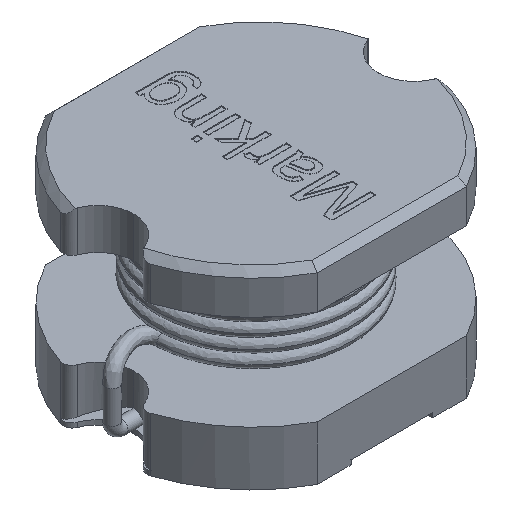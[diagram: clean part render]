
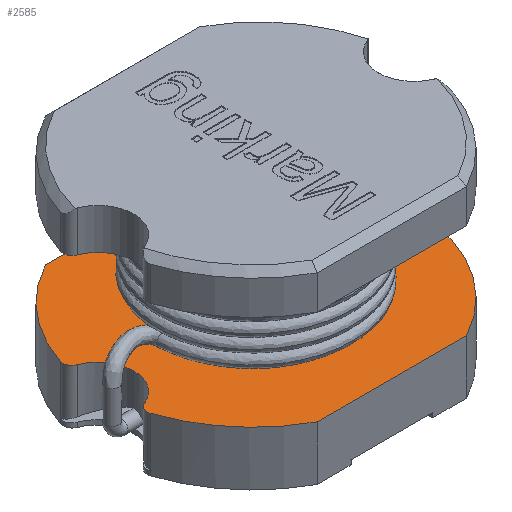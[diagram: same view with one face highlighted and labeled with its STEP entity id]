
A CAD part, isometric view. The second image highlights one B-rep face of the part: STEP entity #2585.
In plain terms, the highlighted planar face has unit normal (0, 0, 1).
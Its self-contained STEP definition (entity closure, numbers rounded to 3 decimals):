
#204=LINE('',#7187,#438);
#208=LINE('',#7209,#442);
#438=VECTOR('',#4206,1000.);
#442=VECTOR('',#4228,1000.);
#590=PLANE('',#3683);
#1114=ORIENTED_EDGE('',*,*,#1480,.F.);
#1115=ORIENTED_EDGE('',*,*,#1713,.T.);
#1116=ORIENTED_EDGE('',*,*,#1714,.T.);
#1117=ORIENTED_EDGE('',*,*,#1715,.F.);
#1118=ORIENTED_EDGE('',*,*,#1716,.F.);
#1119=ORIENTED_EDGE('',*,*,#1709,.F.);
#1120=ORIENTED_EDGE('',*,*,#1702,.F.);
#1121=ORIENTED_EDGE('',*,*,#1717,.F.);
#1122=ORIENTED_EDGE('',*,*,#1718,.T.);
#1123=ORIENTED_EDGE('',*,*,#1719,.T.);
#1124=ORIENTED_EDGE('',*,*,#1720,.F.);
#1125=ORIENTED_EDGE('',*,*,#1696,.F.);
#1126=ORIENTED_EDGE('',*,*,#1721,.F.);
#1127=ORIENTED_EDGE('',*,*,#1692,.F.);
#1128=ORIENTED_EDGE('',*,*,#1493,.T.);
#1480=EDGE_CURVE('',#1845,#1846,#2088,.T.);
#1493=EDGE_CURVE('',#1857,#1857,#2093,.T.);
#1692=EDGE_CURVE('',#1846,#1996,#2097,.T.);
#1696=EDGE_CURVE('',#1999,#2000,#2099,.T.);
#1702=EDGE_CURVE('',#2003,#2004,#2101,.T.);
#1709=EDGE_CURVE('',#2004,#2010,#204,.T.);
#1713=EDGE_CURVE('',#1845,#2013,#2103,.T.);
#1714=EDGE_CURVE('',#2013,#2014,#2104,.T.);
#1715=EDGE_CURVE('',#2015,#2014,#2105,.T.);
#1716=EDGE_CURVE('',#2010,#2015,#2106,.T.);
#1717=EDGE_CURVE('',#2016,#2003,#2107,.T.);
#1718=EDGE_CURVE('',#2016,#2017,#2108,.T.);
#1719=EDGE_CURVE('',#2017,#2018,#2109,.T.);
#1720=EDGE_CURVE('',#2000,#2018,#2110,.T.);
#1721=EDGE_CURVE('',#1996,#1999,#208,.T.);
#1845=VERTEX_POINT('',#6216);
#1846=VERTEX_POINT('',#6218);
#1857=VERTEX_POINT('',#6261);
#1996=VERTEX_POINT('',#7154);
#1999=VERTEX_POINT('',#7162);
#2000=VERTEX_POINT('',#7163);
#2003=VERTEX_POINT('',#7172);
#2004=VERTEX_POINT('',#7174);
#2010=VERTEX_POINT('',#7188);
#2013=VERTEX_POINT('',#7196);
#2014=VERTEX_POINT('',#7198);
#2015=VERTEX_POINT('',#7200);
#2016=VERTEX_POINT('',#7203);
#2017=VERTEX_POINT('',#7205);
#2018=VERTEX_POINT('',#7207);
#2088=CIRCLE('',#3591,0.1);
#2093=CIRCLE('',#3600,0.875);
#2097=CIRCLE('',#3674,1.748);
#2099=CIRCLE('',#3677,1.748);
#2101=CIRCLE('',#3680,1.748);
#2103=CIRCLE('',#3684,0.4);
#2104=CIRCLE('',#3685,0.4);
#2105=CIRCLE('',#3686,0.1);
#2106=CIRCLE('',#3687,1.748);
#2107=CIRCLE('',#3688,0.1);
#2108=CIRCLE('',#3689,0.4);
#2109=CIRCLE('',#3690,0.4);
#2110=CIRCLE('',#3691,0.1);
#2253=EDGE_LOOP('',(#1114,#1115,#1116,#1117,#1118,#1119,#1120,#1121,#1122,
#1123,#1124,#1125,#1126,#1127));
#2254=EDGE_LOOP('',(#1128));
#2420=FACE_BOUND('',#2253,.T.);
#2421=FACE_BOUND('',#2254,.T.);
#2585=ADVANCED_FACE('',(#2420,#2421),#590,.F.);
#3591=AXIS2_PLACEMENT_3D('',#6217,#3845,#3846);
#3600=AXIS2_PLACEMENT_3D('',#6260,#3870,#3871);
#3674=AXIS2_PLACEMENT_3D('',#7153,#4177,#4178);
#3677=AXIS2_PLACEMENT_3D('',#7161,#4185,#4186);
#3680=AXIS2_PLACEMENT_3D('',#7173,#4195,#4196);
#3683=AXIS2_PLACEMENT_3D('',#7194,#4210,#4211);
#3684=AXIS2_PLACEMENT_3D('',#7195,#4212,#4213);
#3685=AXIS2_PLACEMENT_3D('',#7197,#4214,#4215);
#3686=AXIS2_PLACEMENT_3D('',#7199,#4216,#4217);
#3687=AXIS2_PLACEMENT_3D('',#7201,#4218,#4219);
#3688=AXIS2_PLACEMENT_3D('',#7202,#4220,#4221);
#3689=AXIS2_PLACEMENT_3D('',#7204,#4222,#4223);
#3690=AXIS2_PLACEMENT_3D('',#7206,#4224,#4225);
#3691=AXIS2_PLACEMENT_3D('',#7208,#4226,#4227);
#3845=DIRECTION('',(0.,0.,-1.));
#3846=DIRECTION('',(-1.,0.,0.));
#3870=DIRECTION('',(0.,0.,-1.));
#3871=DIRECTION('',(1.,0.,0.));
#4177=DIRECTION('',(0.,0.,-1.));
#4178=DIRECTION('',(1.,0.,0.));
#4185=DIRECTION('',(0.,0.,-1.));
#4186=DIRECTION('',(1.,0.,0.));
#4195=DIRECTION('',(0.,0.,-1.));
#4196=DIRECTION('',(1.,0.,0.));
#4206=DIRECTION('',(-1.,0.,0.));
#4210=DIRECTION('',(0.,0.,-1.));
#4211=DIRECTION('',(-1.,0.,0.));
#4212=DIRECTION('',(0.,0.,-1.));
#4213=DIRECTION('',(-1.,0.,0.));
#4214=DIRECTION('',(0.,0.,-1.));
#4215=DIRECTION('',(-1.,0.,0.));
#4216=DIRECTION('',(0.,0.,-1.));
#4217=DIRECTION('',(-1.,0.,0.));
#4218=DIRECTION('',(0.,0.,-1.));
#4219=DIRECTION('',(1.,0.,0.));
#4220=DIRECTION('',(0.,0.,-1.));
#4221=DIRECTION('',(-1.,0.,0.));
#4222=DIRECTION('',(0.,0.,-1.));
#4223=DIRECTION('',(-1.,0.,0.));
#4224=DIRECTION('',(0.,0.,-1.));
#4225=DIRECTION('',(-1.,0.,0.));
#4226=DIRECTION('',(0.,0.,-1.));
#4227=DIRECTION('',(-1.,0.,0.));
#4228=DIRECTION('',(1.,0.,0.));
#6216=CARTESIAN_POINT('',(-1.605,0.371,0.55));
#6217=CARTESIAN_POINT('',(-1.568,0.464,0.55));
#6218=CARTESIAN_POINT('',(-1.663,0.495,0.55));
#6260=CARTESIAN_POINT('',(0.,0.,0.55));
#6261=CARTESIAN_POINT('',(0.875,0.,0.55));
#7153=CARTESIAN_POINT('',(0.,-0.041,0.55));
#7154=CARTESIAN_POINT('',(-0.825,1.5,0.55));
#7161=CARTESIAN_POINT('',(0.,-0.041,0.55));
#7162=CARTESIAN_POINT('',(0.825,1.5,0.55));
#7163=CARTESIAN_POINT('',(1.663,0.495,0.55));
#7172=CARTESIAN_POINT('',(1.663,-0.495,0.55));
#7173=CARTESIAN_POINT('',(0.,0.041,0.55));
#7174=CARTESIAN_POINT('',(0.825,-1.5,0.55));
#7187=CARTESIAN_POINT('',(-0.825,-1.5,0.55));
#7188=CARTESIAN_POINT('',(-0.825,-1.5,0.55));
#7194=CARTESIAN_POINT('',(0.,-0.041,0.55));
#7195=CARTESIAN_POINT('',(-1.75,-0.001,0.55));
#7196=CARTESIAN_POINT('',(-1.35,0.001,0.55));
#7197=CARTESIAN_POINT('',(-1.75,0.001,0.55));
#7198=CARTESIAN_POINT('',(-1.605,-0.371,0.55));
#7199=CARTESIAN_POINT('',(-1.568,-0.464,0.55));
#7200=CARTESIAN_POINT('',(-1.663,-0.495,0.55));
#7201=CARTESIAN_POINT('',(0.,0.041,0.55));
#7202=CARTESIAN_POINT('',(1.568,-0.464,0.55));
#7203=CARTESIAN_POINT('',(1.605,-0.371,0.55));
#7204=CARTESIAN_POINT('',(1.75,0.001,0.55));
#7205=CARTESIAN_POINT('',(1.35,-0.001,0.55));
#7206=CARTESIAN_POINT('',(1.75,-0.001,0.55));
#7207=CARTESIAN_POINT('',(1.605,0.371,0.55));
#7208=CARTESIAN_POINT('',(1.568,0.464,0.55));
#7209=CARTESIAN_POINT('',(-0.825,1.5,0.55));
